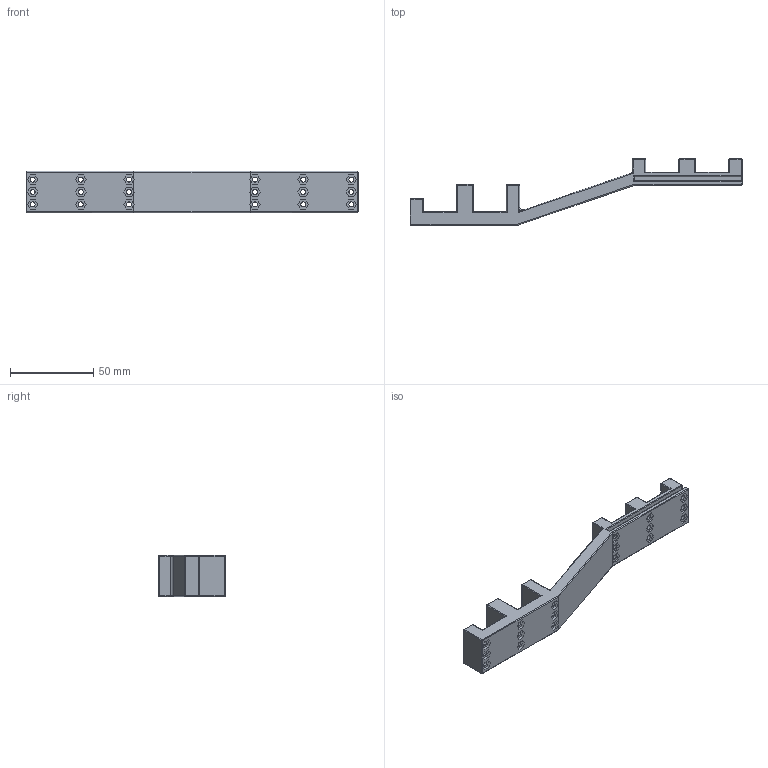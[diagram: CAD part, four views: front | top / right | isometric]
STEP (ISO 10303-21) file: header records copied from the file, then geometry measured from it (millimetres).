
FILE_DESCRIPTION (( 'STEP AP203' ), '1' );
FILE_NAME ('1_statorPLAunderR.STEP', '2024-05-20T16:33:42', ( '' ), ( '' ), 'SwSTEP 2.0', 'SolidWorks 2020', '' );
FILE_SCHEMA (( 'CONFIG_CONTROL_DESIGN' ));
Length unit declared in the file: millimetre
Products named in the file (1): 1_statorPLAunderR
Bounding box: 200 x 40 x 25 mm (x, y, z)
Volume: 49761.7 mm3; surface area: 22131.8 mm2
Topology: 1 solids, 1 shells, 314 faces, 806 edges, 472 vertices
Faces by surface type: plane 161, cylinder 117, sphere 30, bspline 6
Entity records: 10301 total; most frequent: CARTESIAN_POINT 2773, ORIENTED_EDGE 1544, DIRECTION 1522, EDGE_CURVE 772, VECTOR 552, LINE 552, AXIS2_PLACEMENT_3D 485, VERTEX_POINT 472
